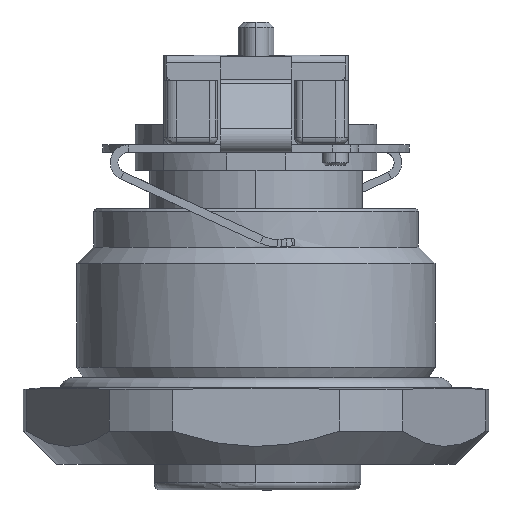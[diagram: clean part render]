
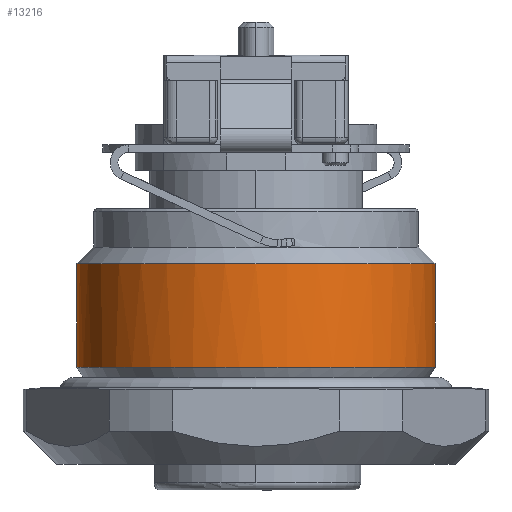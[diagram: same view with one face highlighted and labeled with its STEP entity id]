
A CAD part, left-side view. The second image highlights one B-rep face of the part: STEP entity #13216.
In plain terms, the highlighted cylindrical face has radius 7 mm (diameter 14 mm), a partial arc.
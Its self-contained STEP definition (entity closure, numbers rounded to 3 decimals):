
#13114=AXIS2_PLACEMENT_3D('Circle Axis2P3D',#13112,#13113,$) ;
#13177=AXIS2_PLACEMENT_3D('Cylinder Axis2P3D',#13174,#13175,#13176) ;
#13107=CARTESIAN_POINT('Vertex',(8.5,16.1,8.85)) ;
#13112=CARTESIAN_POINT('Axis2P3D Location',(8.5,9.1,8.85)) ;
#13116=CARTESIAN_POINT('Vertex',(8.5,2.1,8.85)) ;
#13174=CARTESIAN_POINT('Axis2P3D Location',(8.5,9.1,5.06)) ;
#13179=CARTESIAN_POINT('Line Origine',(8.5,16.1,5.06)) ;
#13183=CARTESIAN_POINT('Vertex',(8.5,16.1,4.8)) ;
#13187=CARTESIAN_POINT('Control Point',(8.5,16.1,4.8)) ;
#13188=CARTESIAN_POINT('Control Point',(7.4,16.1,4.8)) ;
#13189=CARTESIAN_POINT('Control Point',(6.301,15.884,4.8)) ;
#13190=CARTESIAN_POINT('Control Point',(5.258,15.452,4.8)) ;
#13191=CARTESIAN_POINT('Control Point',(3.397,14.202,4.8)) ;
#13192=CARTESIAN_POINT('Control Point',(2.148,12.342,4.8)) ;
#13193=CARTESIAN_POINT('Control Point',(1.716,11.299,4.8)) ;
#13194=CARTESIAN_POINT('Control Point',(1.284,9.1,4.8)) ;
#13195=CARTESIAN_POINT('Control Point',(1.716,6.901,4.8)) ;
#13196=CARTESIAN_POINT('Control Point',(2.148,5.858,4.8)) ;
#13197=CARTESIAN_POINT('Control Point',(3.398,3.998,4.8)) ;
#13198=CARTESIAN_POINT('Control Point',(5.258,2.748,4.8)) ;
#13199=CARTESIAN_POINT('Control Point',(6.301,2.316,4.8)) ;
#13200=CARTESIAN_POINT('Control Point',(7.4,2.1,4.8)) ;
#13201=CARTESIAN_POINT('Control Point',(8.5,2.1,4.8)) ;
#13202=CARTESIAN_POINT('Vertex',(8.5,2.1,4.8)) ;
#13205=CARTESIAN_POINT('Line Origine',(8.5,2.1,5.06)) ;
#13113=DIRECTION('Axis2P3D Direction',(0.,0.,-1.)) ;
#13175=DIRECTION('Axis2P3D Direction',(0.,0.,-1.)) ;
#13176=DIRECTION('Axis2P3D XDirection',(0.,-1.,0.)) ;
#13180=DIRECTION('Vector Direction',(0.,0.,-1.)) ;
#13206=DIRECTION('Vector Direction',(0.,0.,-1.)) ;
#13181=VECTOR('Line Direction',#13180,1.) ;
#13207=VECTOR('Line Direction',#13206,1.) ;
#13211=ORIENTED_EDGE('',*,*,#13185,.T.) ;
#13212=ORIENTED_EDGE('',*,*,#13204,.T.) ;
#13213=ORIENTED_EDGE('',*,*,#13209,.T.) ;
#13214=ORIENTED_EDGE('',*,*,#13118,.T.) ;
#13216=ADVANCED_FACE('V1',(#13215),#13178,.T.) ;
#13186=B_SPLINE_CURVE_WITH_KNOTS('',5,(#13187,#13188,#13189,#13190,#13191,#13192,#13193,#13194,#13195,#13196,#13197,#13198,#13199,#13200,#13201),.UNSPECIFIED.,.F.,.U.,(6,3,3,3,6),(-10.995,-5.498,0.,5.498,10.995),.UNSPECIFIED.) ;
#13115=CIRCLE('generated circle',#13114,7.) ;
#13178=CYLINDRICAL_SURFACE('generated cylinder',#13177,7.) ;
#13118=EDGE_CURVE('',#13117,#13108,#13115,.T.) ;
#13185=EDGE_CURVE('',#13108,#13184,#13182,.T.) ;
#13204=EDGE_CURVE('',#13184,#13203,#13186,.T.) ;
#13209=EDGE_CURVE('',#13203,#13117,#13208,.F.) ;
#13210=EDGE_LOOP('',(#13211,#13212,#13213,#13214)) ;
#13215=FACE_OUTER_BOUND('',#13210,.T.) ;
#13182=LINE('Line',#13179,#13181) ;
#13208=LINE('Line',#13205,#13207) ;
#13108=VERTEX_POINT('',#13107) ;
#13117=VERTEX_POINT('',#13116) ;
#13184=VERTEX_POINT('',#13183) ;
#13203=VERTEX_POINT('',#13202) ;
